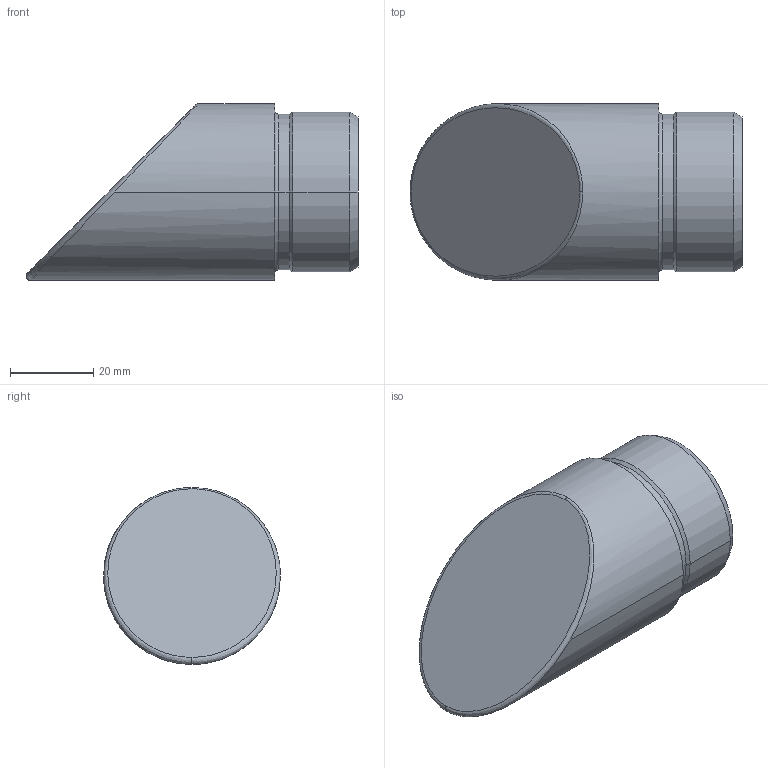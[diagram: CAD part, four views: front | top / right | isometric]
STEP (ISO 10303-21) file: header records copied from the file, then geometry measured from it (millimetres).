
FILE_DESCRIPTION (( 'STEP AP203' ), '1' );
FILE_NAME ('0100000000023945_16_A_0737-242.STEP', '2021-06-23T13:00:56', ( '' ), ( '' ), 'SwSTEP 2.0', 'SolidWorks 2019', '' );
FILE_SCHEMA (( 'CONFIG_CONTROL_DESIGN' ));
Length unit declared in the file: millimetre
Products named in the file (1): 0100000000023945_16_A_0737-242
Bounding box: 79.58 x 42.4 x 42.4 mm (x, y, z)
Volume: 19916.4 mm3; surface area: 18057.2 mm2
Topology: 1 solids, 1 shells, 27 faces, 56 edges, 34 vertices
Faces by surface type: cylinder 10, plane 5, bspline 4, cone 4, torus 4
Entity records: 1185 total; most frequent: CARTESIAN_POINT 558, DIRECTION 122, ORIENTED_EDGE 112, EDGE_CURVE 56, AXIS2_PLACEMENT_3D 54, VERTEX_POINT 34, CIRCLE 30, EDGE_LOOP 30
